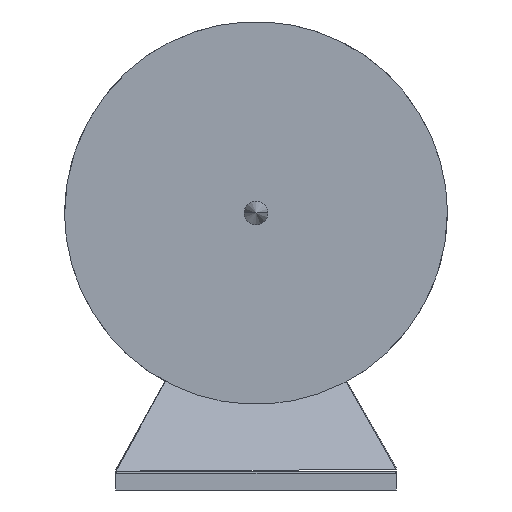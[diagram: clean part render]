
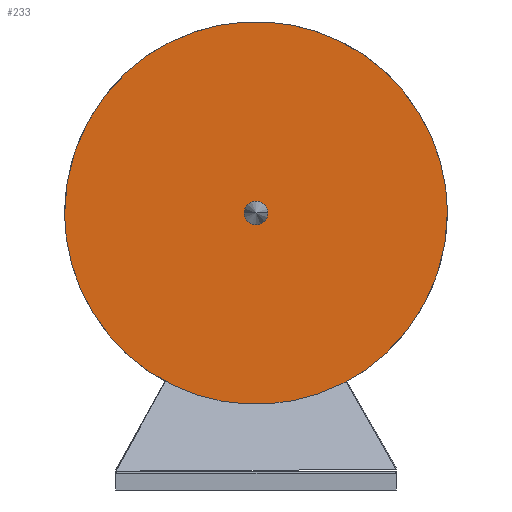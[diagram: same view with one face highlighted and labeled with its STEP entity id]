
A CAD part, left-side view. The second image highlights one B-rep face of the part: STEP entity #233.
In plain terms, the highlighted planar face has unit normal (-1, 0, 0).
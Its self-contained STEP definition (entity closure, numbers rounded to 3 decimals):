
#32=FACE_BOUND('',#458,.T.);
#63=PLANE('',#1654);
#233=ADVANCED_FACE('',(#335,#32),#63,.T.);
#335=FACE_OUTER_BOUND('',#457,.T.);
#457=EDGE_LOOP('',(#850,#851));
#458=EDGE_LOOP('',(#852,#853));
#850=ORIENTED_EDGE('',*,*,#1099,.F.);
#851=ORIENTED_EDGE('',*,*,#1092,.F.);
#852=ORIENTED_EDGE('',*,*,#1102,.F.);
#853=ORIENTED_EDGE('',*,*,#1095,.F.);
#1092=EDGE_CURVE('',#1383,#1387,#1238,.T.);
#1095=EDGE_CURVE('',#1385,#1389,#1241,.T.);
#1099=EDGE_CURVE('',#1387,#1383,#1245,.T.);
#1102=EDGE_CURVE('',#1389,#1385,#1248,.T.);
#1238=(
BOUNDED_CURVE()
B_SPLINE_CURVE(2,(#3679,#3680,#3681,#3682,#3683),.UNSPECIFIED.,.F.,.F.)
B_SPLINE_CURVE_WITH_KNOTS((3,2,3),(0.,159.436,318.872),
 .UNSPECIFIED.)
CURVE()
GEOMETRIC_REPRESENTATION_ITEM()
RATIONAL_B_SPLINE_CURVE((1.,0.707,1.,0.707,1.))
REPRESENTATION_ITEM('')
);
#1241=(
BOUNDED_CURVE()
B_SPLINE_CURVE(2,(#3691,#3692,#3693,#3694,#3695),.UNSPECIFIED.,.F.,.F.)
B_SPLINE_CURVE_WITH_KNOTS((3,2,3),(637.743,647.718,657.692),
 .UNSPECIFIED.)
CURVE()
GEOMETRIC_REPRESENTATION_ITEM()
RATIONAL_B_SPLINE_CURVE((1.,0.707,1.,0.707,1.))
REPRESENTATION_ITEM('')
);
#1245=(
BOUNDED_CURVE()
B_SPLINE_CURVE(2,(#3705,#3706,#3707,#3708,#3709),.UNSPECIFIED.,.F.,.F.)
B_SPLINE_CURVE_WITH_KNOTS((3,2,3),(318.872,478.307,637.743),
 .UNSPECIFIED.)
CURVE()
GEOMETRIC_REPRESENTATION_ITEM()
RATIONAL_B_SPLINE_CURVE((1.,0.707,1.,0.707,1.))
REPRESENTATION_ITEM('')
);
#1248=(
BOUNDED_CURVE()
B_SPLINE_CURVE(2,(#3717,#3718,#3719,#3720,#3721),.UNSPECIFIED.,.F.,.F.)
B_SPLINE_CURVE_WITH_KNOTS((3,2,3),(657.692,667.667,677.642),
 .UNSPECIFIED.)
CURVE()
GEOMETRIC_REPRESENTATION_ITEM()
RATIONAL_B_SPLINE_CURVE((1.,0.707,1.,0.707,1.))
REPRESENTATION_ITEM('')
);
#1383=VERTEX_POINT('',#3671);
#1385=VERTEX_POINT('',#3673);
#1387=VERTEX_POINT('',#3675);
#1389=VERTEX_POINT('',#3677);
#1654=AXIS2_PLACEMENT_3D('',#3649,#1688,$);
#1688=DIRECTION('',(-1.,0.,0.));
#3649=CARTESIAN_POINT('',(-45.618,-51.875,20.125));
#3671=CARTESIAN_POINT('',(-45.618,176.5,147.));
#3673=CARTESIAN_POINT('',(-45.618,81.35,147.));
#3675=CARTESIAN_POINT('',(-45.618,-26.5,147.));
#3677=CARTESIAN_POINT('',(-45.618,68.65,147.));
#3679=CARTESIAN_POINT('',(-45.618,176.5,147.));
#3680=CARTESIAN_POINT('',(-45.618,176.5,248.5));
#3681=CARTESIAN_POINT('',(-45.618,75.,248.5));
#3682=CARTESIAN_POINT('',(-45.618,-26.5,248.5));
#3683=CARTESIAN_POINT('',(-45.618,-26.5,147.));
#3691=CARTESIAN_POINT('',(-45.618,81.35,147.));
#3692=CARTESIAN_POINT('',(-45.618,81.35,140.65));
#3693=CARTESIAN_POINT('',(-45.618,75.,140.65));
#3694=CARTESIAN_POINT('',(-45.618,68.65,140.65));
#3695=CARTESIAN_POINT('',(-45.618,68.65,147.));
#3705=CARTESIAN_POINT('',(-45.618,-26.5,147.));
#3706=CARTESIAN_POINT('',(-45.618,-26.5,45.5));
#3707=CARTESIAN_POINT('',(-45.618,75.,45.5));
#3708=CARTESIAN_POINT('',(-45.618,176.5,45.5));
#3709=CARTESIAN_POINT('',(-45.618,176.5,147.));
#3717=CARTESIAN_POINT('',(-45.618,68.65,147.));
#3718=CARTESIAN_POINT('',(-45.618,68.65,153.35));
#3719=CARTESIAN_POINT('',(-45.618,75.,153.35));
#3720=CARTESIAN_POINT('',(-45.618,81.35,153.35));
#3721=CARTESIAN_POINT('',(-45.618,81.35,147.));
